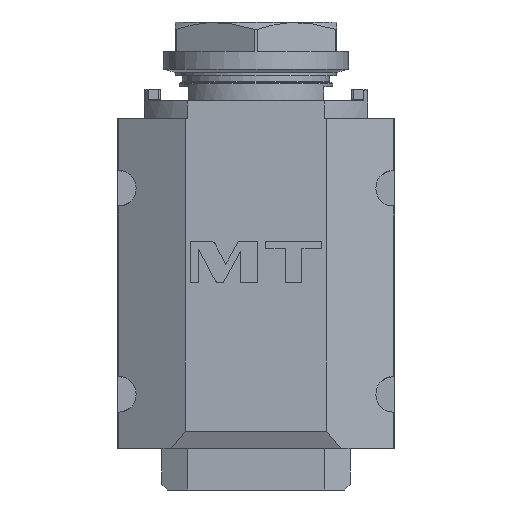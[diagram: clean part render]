
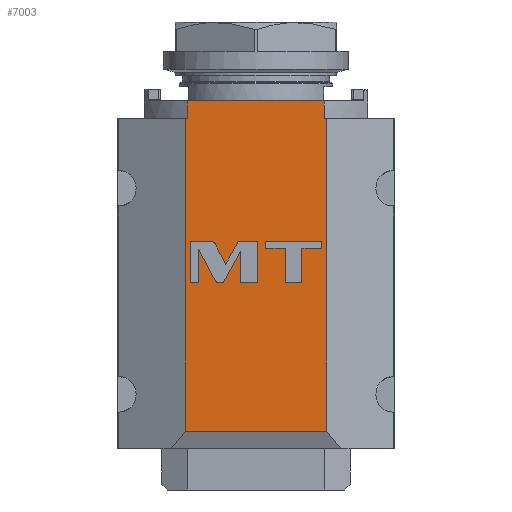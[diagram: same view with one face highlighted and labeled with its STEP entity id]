
A CAD part, left-side view. The second image highlights one B-rep face of the part: STEP entity #7003.
In plain terms, the highlighted planar face has unit normal (-1, 0, 0).
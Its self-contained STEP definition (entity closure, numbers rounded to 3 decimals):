
#952=DIRECTION('',(0.,0.,1.));
#953=VECTOR('',#952,6.);
#954=CARTESIAN_POINT('',(-123.,23.157,58.7));
#955=LINE('',#954,#953);
#1036=DIRECTION('',(0.,0.,1.));
#1037=VECTOR('',#1036,6.);
#1038=CARTESIAN_POINT('',(-123.,-23.157,58.7));
#1039=LINE('',#1038,#1037);
#1053=DIRECTION('',(0.,-1.,0.));
#1054=VECTOR('',#1053,0.843);
#1055=CARTESIAN_POINT('',(-123.,24.,58.7));
#1056=LINE('',#1055,#1054);
#1057=DIRECTION('',(0.,1.,0.));
#1058=VECTOR('',#1057,46.314);
#1059=CARTESIAN_POINT('',(-123.,-23.157,64.7));
#1060=LINE('',#1059,#1058);
#1061=DIRECTION('',(0.,-1.,0.));
#1062=VECTOR('',#1061,0.843);
#1063=CARTESIAN_POINT('',(-123.,-23.157,58.7));
#1064=LINE('',#1063,#1062);
#1065=DIRECTION('',(0.,0.,1.));
#1066=VECTOR('',#1065,106.2);
#1067=CARTESIAN_POINT('',(-123.,-24.,-47.5));
#1068=LINE('',#1067,#1066);
#1069=DIRECTION('',(0.,1.,0.));
#1070=VECTOR('',#1069,48.);
#1071=CARTESIAN_POINT('',(-123.,-24.,-47.5));
#1072=LINE('',#1071,#1070);
#1073=DIRECTION('',(0.,0.,1.));
#1074=VECTOR('',#1073,106.2);
#1075=CARTESIAN_POINT('',(-123.,24.,-47.5));
#1076=LINE('',#1075,#1074);
#1077=CARTESIAN_POINT('',(-123.,13.841,16.089));
#1078=CARTESIAN_POINT('',(-123.,14.131,16.651));
#1079=CARTESIAN_POINT('',(-123.,14.705,17.));
#1080=CARTESIAN_POINT('',(-123.,15.337,17.));
#1082=DIRECTION('',(0.,1.,0.));
#1083=VECTOR('',#1082,7.038);
#1084=CARTESIAN_POINT('',(-123.,15.337,17.));
#1085=LINE('',#1084,#1083);
#1086=DIRECTION('',(0.,0.,-1.));
#1087=VECTOR('',#1086,14.);
#1088=CARTESIAN_POINT('',(-123.,22.375,17.));
#1089=LINE('',#1088,#1087);
#1090=DIRECTION('',(0.,-1.,0.));
#1091=VECTOR('',#1090,2.912);
#1092=CARTESIAN_POINT('',(-123.,22.375,3.));
#1093=LINE('',#1092,#1091);
#1094=DIRECTION('',(0.,0.,1.));
#1095=VECTOR('',#1094,11.341);
#1096=CARTESIAN_POINT('',(-123.,19.463,3.));
#1097=LINE('',#1096,#1095);
#1098=DIRECTION('',(0.,-0.459,-0.888));
#1099=VECTOR('',#1098,11.742);
#1100=CARTESIAN_POINT('',(-123.,19.463,14.341));
#1101=LINE('',#1100,#1099);
#1102=CARTESIAN_POINT('',(-123.,14.07,3.911));
#1103=CARTESIAN_POINT('',(-123.,13.779,3.348));
#1104=CARTESIAN_POINT('',(-123.,13.204,3.));
#1105=CARTESIAN_POINT('',(-123.,12.57,3.));
#1107=DIRECTION('',(0.,-1.,0.));
#1108=VECTOR('',#1107,1.46);
#1109=CARTESIAN_POINT('',(-123.,12.57,3.));
#1110=LINE('',#1109,#1108);
#1111=DIRECTION('',(0.,-0.481,0.877));
#1112=VECTOR('',#1111,12.147);
#1113=CARTESIAN_POINT('',(-123.,11.11,3.));
#1114=LINE('',#1113,#1112);
#1115=DIRECTION('',(0.,0.,-1.));
#1116=VECTOR('',#1115,10.648);
#1117=CARTESIAN_POINT('',(-123.,5.265,13.648));
#1118=LINE('',#1117,#1116);
#1119=DIRECTION('',(0.,-1.,0.));
#1120=VECTOR('',#1119,5.891);
#1121=CARTESIAN_POINT('',(-123.,5.265,3.));
#1122=LINE('',#1121,#1120);
#1123=DIRECTION('',(0.,0.,1.));
#1124=VECTOR('',#1123,14.);
#1125=CARTESIAN_POINT('',(-123.,-0.626,3.));
#1126=LINE('',#1125,#1124);
#1127=DIRECTION('',(0.,1.,0.));
#1128=VECTOR('',#1127,6.642);
#1129=CARTESIAN_POINT('',(-123.,-0.626,17.));
#1130=LINE('',#1129,#1128);
#1131=DIRECTION('',(0.,0.481,-0.877));
#1132=VECTOR('',#1131,8.878);
#1133=CARTESIAN_POINT('',(-123.,6.016,17.));
#1134=LINE('',#1133,#1132);
#1135=DIRECTION('',(0.,0.459,0.888));
#1136=VECTOR('',#1135,7.735);
#1137=CARTESIAN_POINT('',(-123.,10.288,9.218));
#1138=LINE('',#1137,#1136);
#1139=DIRECTION('',(0.,0.,-1.));
#1140=VECTOR('',#1139,11.616);
#1141=CARTESIAN_POINT('',(-123.,-10.041,14.616));
#1142=LINE('',#1141,#1140);
#1143=DIRECTION('',(0.,-1.,0.));
#1144=VECTOR('',#1143,5.546);
#1145=CARTESIAN_POINT('',(-123.,-10.041,3.));
#1146=LINE('',#1145,#1144);
#1147=DIRECTION('',(0.,0.,1.));
#1148=VECTOR('',#1147,11.616);
#1149=CARTESIAN_POINT('',(-123.,-15.587,3.));
#1150=LINE('',#1149,#1148);
#1151=DIRECTION('',(0.,-1.,0.));
#1152=VECTOR('',#1151,6.787);
#1153=CARTESIAN_POINT('',(-123.,-15.587,14.616));
#1154=LINE('',#1153,#1152);
#1155=DIRECTION('',(0.,0.,1.));
#1156=VECTOR('',#1155,2.384);
#1157=CARTESIAN_POINT('',(-123.,-22.374,14.616));
#1158=LINE('',#1157,#1156);
#1159=DIRECTION('',(0.,1.,0.));
#1160=VECTOR('',#1159,19.12);
#1161=CARTESIAN_POINT('',(-123.,-22.374,17.));
#1162=LINE('',#1161,#1160);
#1163=DIRECTION('',(0.,0.,-1.));
#1164=VECTOR('',#1163,2.384);
#1165=CARTESIAN_POINT('',(-123.,-3.254,17.));
#1166=LINE('',#1165,#1164);
#1167=DIRECTION('',(0.,-1.,0.));
#1168=VECTOR('',#1167,6.787);
#1169=CARTESIAN_POINT('',(-123.,-3.254,14.616));
#1170=LINE('',#1169,#1168);
#4834=CARTESIAN_POINT('',(-123.,24.,58.7));
#4836=VERTEX_POINT('',#4834);
#4838=CARTESIAN_POINT('',(-123.,-24.,58.7));
#4840=VERTEX_POINT('',#4838);
#4885=CARTESIAN_POINT('',(-123.,-24.,-47.5));
#4886=CARTESIAN_POINT('',(-123.,24.,-47.5));
#4887=VERTEX_POINT('',#4885);
#4888=VERTEX_POINT('',#4886);
#5418=CARTESIAN_POINT('',(-123.,-23.157,64.7));
#5419=CARTESIAN_POINT('',(-123.,23.157,64.7));
#5420=VERTEX_POINT('',#5418);
#5421=VERTEX_POINT('',#5419);
#5429=CARTESIAN_POINT('',(-123.,23.157,58.7));
#5431=VERTEX_POINT('',#5429);
#5432=CARTESIAN_POINT('',(-123.,-23.157,58.7));
#5434=VERTEX_POINT('',#5432);
#5709=CARTESIAN_POINT('',(-123.,13.841,16.089));
#5710=VERTEX_POINT('',#5709);
#5711=CARTESIAN_POINT('',(-123.,15.337,17.));
#5712=VERTEX_POINT('',#5711);
#5713=CARTESIAN_POINT('',(-123.,22.375,17.));
#5714=VERTEX_POINT('',#5713);
#5715=CARTESIAN_POINT('',(-123.,22.375,3.));
#5716=VERTEX_POINT('',#5715);
#5717=CARTESIAN_POINT('',(-123.,19.463,3.));
#5718=VERTEX_POINT('',#5717);
#5719=CARTESIAN_POINT('',(-123.,19.463,14.341));
#5720=VERTEX_POINT('',#5719);
#5721=CARTESIAN_POINT('',(-123.,14.07,3.911));
#5722=VERTEX_POINT('',#5721);
#5723=CARTESIAN_POINT('',(-123.,12.57,3.));
#5724=VERTEX_POINT('',#5723);
#5725=CARTESIAN_POINT('',(-123.,11.11,3.));
#5726=VERTEX_POINT('',#5725);
#5727=CARTESIAN_POINT('',(-123.,5.265,13.648));
#5728=VERTEX_POINT('',#5727);
#5729=CARTESIAN_POINT('',(-123.,5.265,3.));
#5730=VERTEX_POINT('',#5729);
#5731=CARTESIAN_POINT('',(-123.,-0.626,3.));
#5732=VERTEX_POINT('',#5731);
#5733=CARTESIAN_POINT('',(-123.,-0.626,17.));
#5734=VERTEX_POINT('',#5733);
#5735=CARTESIAN_POINT('',(-123.,6.016,17.));
#5736=VERTEX_POINT('',#5735);
#5737=CARTESIAN_POINT('',(-123.,10.288,9.218));
#5738=VERTEX_POINT('',#5737);
#5739=CARTESIAN_POINT('',(-123.,-10.041,14.616));
#5740=VERTEX_POINT('',#5739);
#5741=CARTESIAN_POINT('',(-123.,-10.041,3.));
#5742=VERTEX_POINT('',#5741);
#5743=CARTESIAN_POINT('',(-123.,-15.587,3.));
#5744=VERTEX_POINT('',#5743);
#5745=CARTESIAN_POINT('',(-123.,-15.587,14.616));
#5746=VERTEX_POINT('',#5745);
#5747=CARTESIAN_POINT('',(-123.,-22.374,14.616));
#5748=VERTEX_POINT('',#5747);
#5749=CARTESIAN_POINT('',(-123.,-22.374,17.));
#5750=VERTEX_POINT('',#5749);
#5751=CARTESIAN_POINT('',(-123.,-3.254,17.));
#5752=VERTEX_POINT('',#5751);
#5753=CARTESIAN_POINT('',(-123.,-3.254,14.616));
#5754=VERTEX_POINT('',#5753);
#6934=CARTESIAN_POINT('',(-123.,0.,0.));
#6935=DIRECTION('',(1.,0.,0.));
#6936=DIRECTION('',(0.,1.,0.));
#6937=AXIS2_PLACEMENT_3D('',#6934,#6935,#6936);
#6938=PLANE('',#6937);
#6939=ORIENTED_EDGE('',*,*,#6752,.T.);
#6940=ORIENTED_EDGE('',*,*,#6792,.T.);
#6942=ORIENTED_EDGE('',*,*,#6941,.F.);
#6943=ORIENTED_EDGE('',*,*,#6919,.F.);
#6944=ORIENTED_EDGE('',*,*,#6908,.T.);
#6946=ORIENTED_EDGE('',*,*,#6945,.F.);
#6948=ORIENTED_EDGE('',*,*,#6947,.T.);
#6950=ORIENTED_EDGE('',*,*,#6949,.T.);
#6951=EDGE_LOOP('',(#6939,#6940,#6942,#6943,#6944,#6946,#6948,#6950));
#6952=FACE_OUTER_BOUND('',#6951,.F.);
#6954=ORIENTED_EDGE('',*,*,#6953,.T.);
#6956=ORIENTED_EDGE('',*,*,#6955,.T.);
#6958=ORIENTED_EDGE('',*,*,#6957,.T.);
#6960=ORIENTED_EDGE('',*,*,#6959,.T.);
#6962=ORIENTED_EDGE('',*,*,#6961,.T.);
#6964=ORIENTED_EDGE('',*,*,#6963,.T.);
#6966=ORIENTED_EDGE('',*,*,#6965,.T.);
#6968=ORIENTED_EDGE('',*,*,#6967,.T.);
#6970=ORIENTED_EDGE('',*,*,#6969,.T.);
#6972=ORIENTED_EDGE('',*,*,#6971,.T.);
#6974=ORIENTED_EDGE('',*,*,#6973,.T.);
#6976=ORIENTED_EDGE('',*,*,#6975,.T.);
#6978=ORIENTED_EDGE('',*,*,#6977,.T.);
#6980=ORIENTED_EDGE('',*,*,#6979,.T.);
#6982=ORIENTED_EDGE('',*,*,#6981,.T.);
#6983=EDGE_LOOP('',(#6954,#6956,#6958,#6960,#6962,#6964,#6966,#6968,#6970,#6972,
#6974,#6976,#6978,#6980,#6982));
#6984=FACE_BOUND('',#6983,.F.);
#6986=ORIENTED_EDGE('',*,*,#6985,.T.);
#6988=ORIENTED_EDGE('',*,*,#6987,.T.);
#6990=ORIENTED_EDGE('',*,*,#6989,.T.);
#6992=ORIENTED_EDGE('',*,*,#6991,.T.);
#6994=ORIENTED_EDGE('',*,*,#6993,.T.);
#6996=ORIENTED_EDGE('',*,*,#6995,.T.);
#6998=ORIENTED_EDGE('',*,*,#6997,.T.);
#7000=ORIENTED_EDGE('',*,*,#6999,.T.);
#7001=EDGE_LOOP('',(#6986,#6988,#6990,#6992,#6994,#6996,#6998,#7000));
#7002=FACE_BOUND('',#7001,.F.);
#7003=ADVANCED_FACE('',(#6952,#6984,#7002),#6938,.F.);
#1081=B_SPLINE_CURVE_WITH_KNOTS('',3,(#1077,#1078,#1079,#1080),.UNSPECIFIED.,
.F.,.F.,(4,4),(0.,1.),.UNSPECIFIED.);
#1106=B_SPLINE_CURVE_WITH_KNOTS('',3,(#1102,#1103,#1104,#1105),.UNSPECIFIED.,
.F.,.F.,(4,4),(0.,1.),.UNSPECIFIED.);
#6752=EDGE_CURVE('',#4836,#5431,#1056,.T.);
#6792=EDGE_CURVE('',#5431,#5421,#955,.T.);
#6908=EDGE_CURVE('',#5434,#4840,#1064,.T.);
#6919=EDGE_CURVE('',#5434,#5420,#1039,.T.);
#6941=EDGE_CURVE('',#5420,#5421,#1060,.T.);
#6945=EDGE_CURVE('',#4887,#4840,#1068,.T.);
#6947=EDGE_CURVE('',#4887,#4888,#1072,.T.);
#6949=EDGE_CURVE('',#4888,#4836,#1076,.T.);
#6953=EDGE_CURVE('',#5710,#5712,#1081,.T.);
#6955=EDGE_CURVE('',#5712,#5714,#1085,.T.);
#6957=EDGE_CURVE('',#5714,#5716,#1089,.T.);
#6959=EDGE_CURVE('',#5716,#5718,#1093,.T.);
#6961=EDGE_CURVE('',#5718,#5720,#1097,.T.);
#6963=EDGE_CURVE('',#5720,#5722,#1101,.T.);
#6965=EDGE_CURVE('',#5722,#5724,#1106,.T.);
#6967=EDGE_CURVE('',#5724,#5726,#1110,.T.);
#6969=EDGE_CURVE('',#5726,#5728,#1114,.T.);
#6971=EDGE_CURVE('',#5728,#5730,#1118,.T.);
#6973=EDGE_CURVE('',#5730,#5732,#1122,.T.);
#6975=EDGE_CURVE('',#5732,#5734,#1126,.T.);
#6977=EDGE_CURVE('',#5734,#5736,#1130,.T.);
#6979=EDGE_CURVE('',#5736,#5738,#1134,.T.);
#6981=EDGE_CURVE('',#5738,#5710,#1138,.T.);
#6985=EDGE_CURVE('',#5740,#5742,#1142,.T.);
#6987=EDGE_CURVE('',#5742,#5744,#1146,.T.);
#6989=EDGE_CURVE('',#5744,#5746,#1150,.T.);
#6991=EDGE_CURVE('',#5746,#5748,#1154,.T.);
#6993=EDGE_CURVE('',#5748,#5750,#1158,.T.);
#6995=EDGE_CURVE('',#5750,#5752,#1162,.T.);
#6997=EDGE_CURVE('',#5752,#5754,#1166,.T.);
#6999=EDGE_CURVE('',#5754,#5740,#1170,.T.);
